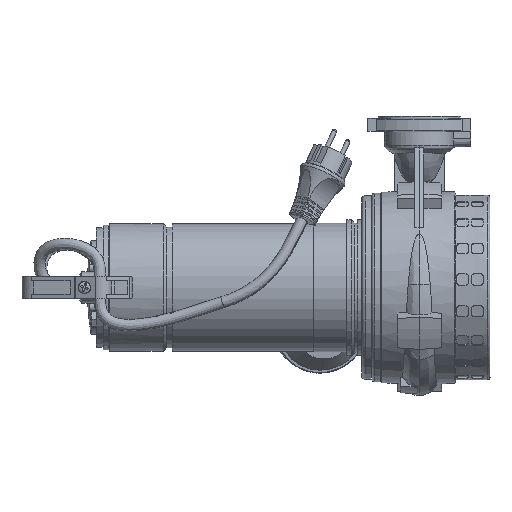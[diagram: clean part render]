
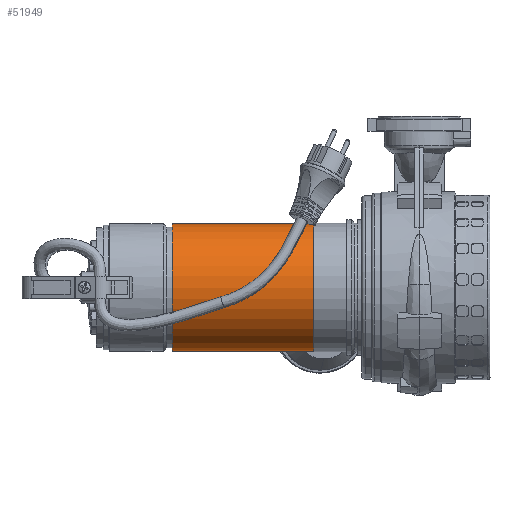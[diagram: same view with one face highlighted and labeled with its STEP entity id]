
A CAD part, left-side view. The second image highlights one B-rep face of the part: STEP entity #51949.
In plain terms, the highlighted cylindrical face has radius 56 mm (diameter 112 mm), a partial arc.
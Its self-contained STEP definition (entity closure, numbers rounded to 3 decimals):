
#455 = CARTESIAN_POINT ( 'NONE',  ( 0., 267.501, 0. ) ) ;
#2214 = CARTESIAN_POINT ( 'NONE',  ( 0., 143.501, 56. ) ) ;
#3890 = CARTESIAN_POINT ( 'NONE',  ( 0., 267.501, -56. ) ) ;
#8091 = DIRECTION ( 'NONE',  ( 0., 0., -1. ) ) ;
#8525 = DIRECTION ( 'NONE',  ( 0., -1., 0. ) ) ;
#8909 = DIRECTION ( 'NONE',  ( 0., -1., 0. ) ) ;
#12389 = ORIENTED_EDGE ( 'NONE', *, *, #55302, .F. ) ;
#13339 = DIRECTION ( 'NONE',  ( 0., -1., 0. ) ) ;
#13544 = VERTEX_POINT ( 'NONE', #17034 ) ;
#17034 = CARTESIAN_POINT ( 'NONE',  ( 0., 267.501, 56. ) ) ;
#22694 = CARTESIAN_POINT ( 'NONE',  ( 0., 267.501, 56. ) ) ;
#24259 = VERTEX_POINT ( 'NONE', #3890 ) ;
#32092 = AXIS2_PLACEMENT_3D ( 'NONE', #54811, #13339, #40848 ) ;
#37114 = DIRECTION ( 'NONE',  ( 0., -1., 0. ) ) ;
#39065 = AXIS2_PLACEMENT_3D ( 'NONE', #455, #8525, #8091 ) ;
#40848 = DIRECTION ( 'NONE',  ( 0., 0., -1. ) ) ;
#40923 = EDGE_CURVE ( 'NONE', #24259, #55414, #48609, .T. ) ;
#45495 = VERTEX_POINT ( 'NONE', #2214 ) ;
#46161 = EDGE_CURVE ( 'NONE', #55414, #45495, #48950, .T. ) ;
#47750 = CIRCLE ( 'NONE', #39065, 56. ) ;
#47979 = CARTESIAN_POINT ( 'NONE',  ( 0., 143.501, 0. ) ) ;
#48609 = LINE ( 'NONE', #69819, #49454 ) ;
#48950 = CIRCLE ( 'NONE', #49142, 56. ) ;
#49142 = AXIS2_PLACEMENT_3D ( 'NONE', #47979, #55617, #83143 ) ;
#49454 = VECTOR ( 'NONE', #8909, 1000. ) ;
#51949 = ADVANCED_FACE ( 'NONE', ( #62044 ), #75122, .T. ) ;
#53308 = CARTESIAN_POINT ( 'NONE',  ( 0., 143.501, -56. ) ) ;
#54811 = CARTESIAN_POINT ( 'NONE',  ( 0., 267.501, 0. ) ) ;
#55302 = EDGE_CURVE ( 'NONE', #13544, #45495, #71402, .T. ) ;
#55414 = VERTEX_POINT ( 'NONE', #53308 ) ;
#55617 = DIRECTION ( 'NONE',  ( 0., 1., 0. ) ) ;
#59221 = EDGE_CURVE ( 'NONE', #13544, #24259, #47750, .T. ) ;
#62044 = FACE_OUTER_BOUND ( 'NONE', #77757, .T. ) ;
#64187 = ORIENTED_EDGE ( 'NONE', *, *, #46161, .T. ) ;
#69819 = CARTESIAN_POINT ( 'NONE',  ( 0., 267.501, -56. ) ) ;
#71402 = LINE ( 'NONE', #22694, #77748 ) ;
#75122 = CYLINDRICAL_SURFACE ( 'NONE', #32092, 56. ) ;
#77748 = VECTOR ( 'NONE', #37114, 1000. ) ;
#77757 = EDGE_LOOP ( 'NONE', ( #12389, #82970, #84954, #64187 ) ) ;
#82970 = ORIENTED_EDGE ( 'NONE', *, *, #59221, .T. ) ;
#83143 = DIRECTION ( 'NONE',  ( 0., 0., -1. ) ) ;
#84954 = ORIENTED_EDGE ( 'NONE', *, *, #40923, .T. ) ;
